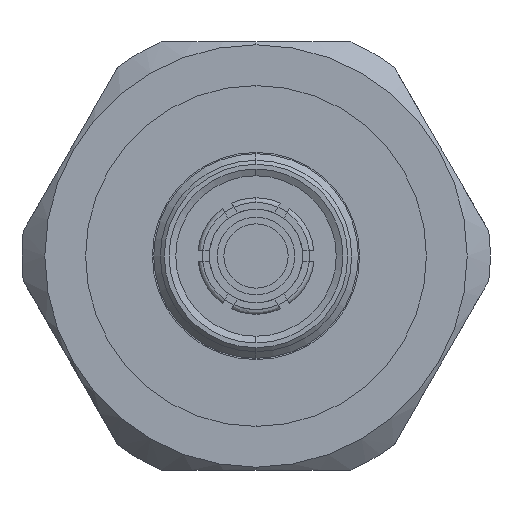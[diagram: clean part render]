
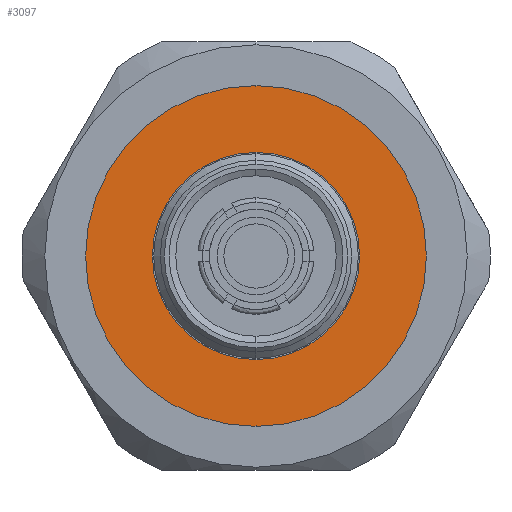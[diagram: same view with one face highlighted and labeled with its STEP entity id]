
A CAD part, left-side view. The second image highlights one B-rep face of the part: STEP entity #3097.
In plain terms, the highlighted face is planar.
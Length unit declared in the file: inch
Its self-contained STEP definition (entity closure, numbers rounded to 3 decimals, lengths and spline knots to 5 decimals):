
#341 = AXIS2_PLACEMENT_3D ( 'NONE', #5403, #9932, #7008 ) ;
#639 = CARTESIAN_POINT ( 'NONE',  ( 0.78, 0., -0.50167 ) ) ;
#761 = DIRECTION ( 'NONE',  ( 0., 0., -1. ) ) ;
#883 = DIRECTION ( 'NONE',  ( 0., 0., -1. ) ) ;
#1026 = FACE_OUTER_BOUND ( 'NONE', #7489, .T. ) ;
#1221 = AXIS2_PLACEMENT_3D ( 'NONE', #5752, #2712, #4944 ) ;
#1458 = CARTESIAN_POINT ( 'NONE',  ( 0.78, 0., 0. ) ) ;
#1516 = EDGE_LOOP ( 'NONE', ( #4218, #2245 ) ) ;
#1784 = DIRECTION ( 'NONE',  ( 0., 0., -1. ) ) ;
#1889 = CARTESIAN_POINT ( 'NONE',  ( 0.78, 0.50167, 0. ) ) ;
#1956 = EDGE_CURVE ( 'NONE', #8127, #8759, #5405, .T. ) ;
#2245 = ORIENTED_EDGE ( 'NONE', *, *, #6693, .F. ) ;
#2262 = AXIS2_PLACEMENT_3D ( 'NONE', #4823, #4105, #883 ) ;
#2712 = DIRECTION ( 'NONE',  ( 1., 0., 0. ) ) ;
#3097 = ADVANCED_FACE ( 'NONE', ( #1026, #7280 ), #7127, .T. ) ;
#3603 = AXIS2_PLACEMENT_3D ( 'NONE', #1458, #3740, #761 ) ;
#3740 = DIRECTION ( 'NONE',  ( 1., 0., 0. ) ) ;
#4105 = DIRECTION ( 'NONE',  ( 1., 0., 0. ) ) ;
#4201 = AXIS2_PLACEMENT_3D ( 'NONE', #1889, #8830, #1784 ) ;
#4218 = ORIENTED_EDGE ( 'NONE', *, *, #9548, .F. ) ;
#4823 = CARTESIAN_POINT ( 'NONE',  ( 0.78, 0., 0. ) ) ;
#4944 = DIRECTION ( 'NONE',  ( 0., 0., -1. ) ) ;
#5403 = CARTESIAN_POINT ( 'NONE',  ( 0.78, 0., 0. ) ) ;
#5405 = CIRCLE ( 'NONE', #1221, 0.50167 ) ;
#5416 = CARTESIAN_POINT ( 'NONE',  ( 0.78, 0., 0.25 ) ) ;
#5653 = CIRCLE ( 'NONE', #341, 0.25 ) ;
#5752 = CARTESIAN_POINT ( 'NONE',  ( 0.78, 0., 0. ) ) ;
#5849 = VERTEX_POINT ( 'NONE', #5416 ) ;
#6693 = EDGE_CURVE ( 'NONE', #5849, #7808, #5653, .T. ) ;
#7008 = DIRECTION ( 'NONE',  ( 0., 0., -1. ) ) ;
#7062 = CARTESIAN_POINT ( 'NONE',  ( 0.78, 0., 0.50167 ) ) ;
#7127 = PLANE ( 'NONE',  #4201 ) ;
#7280 = FACE_BOUND ( 'NONE', #1516, .T. ) ;
#7384 = CARTESIAN_POINT ( 'NONE',  ( 0.78, 0., -0.25 ) ) ;
#7489 = EDGE_LOOP ( 'NONE', ( #8467, #8230 ) ) ;
#7612 = EDGE_CURVE ( 'NONE', #8759, #8127, #9341, .T. ) ;
#7808 = VERTEX_POINT ( 'NONE', #7384 ) ;
#8127 = VERTEX_POINT ( 'NONE', #7062 ) ;
#8230 = ORIENTED_EDGE ( 'NONE', *, *, #1956, .T. ) ;
#8467 = ORIENTED_EDGE ( 'NONE', *, *, #7612, .T. ) ;
#8759 = VERTEX_POINT ( 'NONE', #639 ) ;
#8830 = DIRECTION ( 'NONE',  ( 1., 0., 0. ) ) ;
#9341 = CIRCLE ( 'NONE', #2262, 0.50167 ) ;
#9548 = EDGE_CURVE ( 'NONE', #7808, #5849, #9717, .T. ) ;
#9717 = CIRCLE ( 'NONE', #3603, 0.25 ) ;
#9932 = DIRECTION ( 'NONE',  ( 1., 0., 0. ) ) ;
